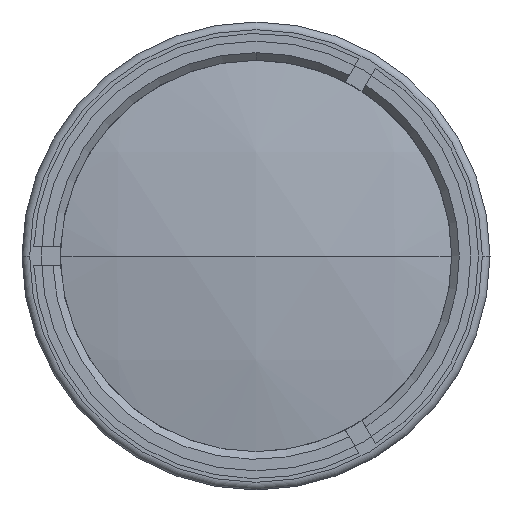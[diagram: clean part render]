
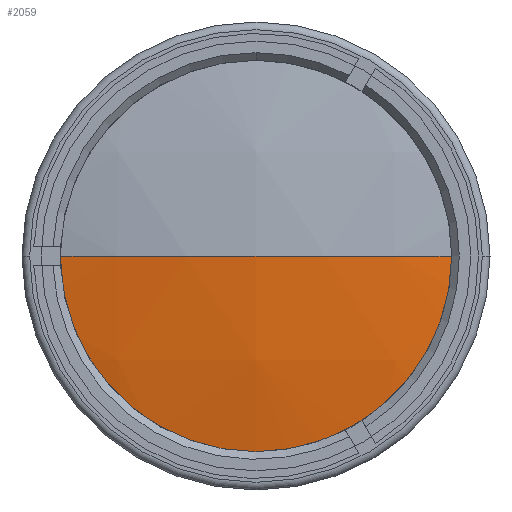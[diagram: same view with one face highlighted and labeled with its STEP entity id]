
A CAD part, left-side view. The second image highlights one B-rep face of the part: STEP entity #2059.
In plain terms, the highlighted spherical face has radius 124 mm.
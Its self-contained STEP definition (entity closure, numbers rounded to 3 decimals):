
#92 = AXIS2_PLACEMENT_3D ( 'NONE', #6601, #5864, #1286 ) ;
#112 = VERTEX_POINT ( 'NONE', #5295 ) ;
#221 = SPHERICAL_SURFACE ( 'NONE', #92, 124. ) ;
#557 = DIRECTION ( 'NONE',  ( 0., 0., 1. ) ) ;
#943 = FACE_OUTER_BOUND ( 'NONE', #3005, .T. ) ;
#1286 = DIRECTION ( 'NONE',  ( 0., 1., 0. ) ) ;
#2028 = ORIENTED_EDGE ( 'NONE', *, *, #6888, .T. ) ;
#2054 = CARTESIAN_POINT ( 'NONE',  ( -107.34, 0., 0. ) ) ;
#2059 = ADVANCED_FACE ( 'NONE', ( #943 ), #221, .T. ) ;
#2066 = DIRECTION ( 'NONE',  ( 0., 0., 1. ) ) ;
#2400 = VERTEX_POINT ( 'NONE', #7272 ) ;
#2651 = CIRCLE ( 'NONE', #4060, 27. ) ;
#2932 = CARTESIAN_POINT ( 'NONE',  ( 16.66, 0., 0. ) ) ;
#3005 = EDGE_LOOP ( 'NONE', ( #5873, #2028, #7249 ) ) ;
#3701 = DIRECTION ( 'NONE',  ( 0., 1., 0. ) ) ;
#3817 = AXIS2_PLACEMENT_3D ( 'NONE', #2932, #8296, #3701 ) ;
#3842 = AXIS2_PLACEMENT_3D ( 'NONE', #6648, #2066, #7419 ) ;
#4060 = AXIS2_PLACEMENT_3D ( 'NONE', #9746, #5172, #557 ) ;
#4426 = CIRCLE ( 'NONE', #3842, 124. ) ;
#4722 = VERTEX_POINT ( 'NONE', #2054 ) ;
#5172 = DIRECTION ( 'NONE',  ( -1., 0., 0. ) ) ;
#5295 = CARTESIAN_POINT ( 'NONE',  ( -104.365, 27., 0. ) ) ;
#5864 = DIRECTION ( 'NONE',  ( 0., 0., -1. ) ) ;
#5873 = ORIENTED_EDGE ( 'NONE', *, *, #6462, .T. ) ;
#6264 = CIRCLE ( 'NONE', #3817, 124. ) ;
#6462 = EDGE_CURVE ( 'NONE', #112, #2400, #2651, .T. ) ;
#6601 = CARTESIAN_POINT ( 'NONE',  ( 16.66, 0., 0. ) ) ;
#6648 = CARTESIAN_POINT ( 'NONE',  ( 16.66, 0., 0. ) ) ;
#6888 = EDGE_CURVE ( 'NONE', #2400, #4722, #6264, .T. ) ;
#7249 = ORIENTED_EDGE ( 'NONE', *, *, #9403, .F. ) ;
#7272 = CARTESIAN_POINT ( 'NONE',  ( -104.365, -27., 0. ) ) ;
#7419 = DIRECTION ( 'NONE',  ( 0., -1., 0. ) ) ;
#8296 = DIRECTION ( 'NONE',  ( 0., 0., -1. ) ) ;
#9403 = EDGE_CURVE ( 'NONE', #112, #4722, #4426, .T. ) ;
#9746 = CARTESIAN_POINT ( 'NONE',  ( -104.365, 0., 0. ) ) ;
